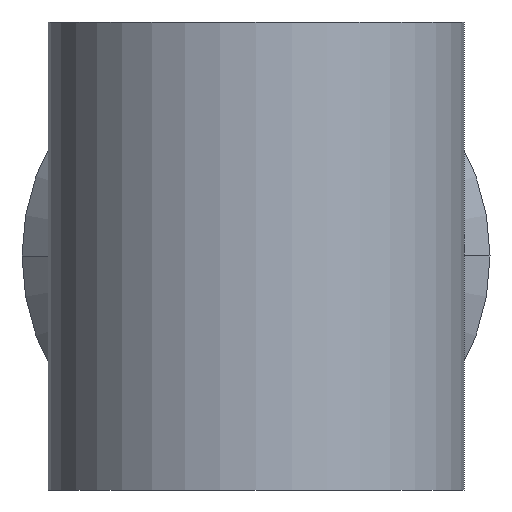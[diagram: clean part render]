
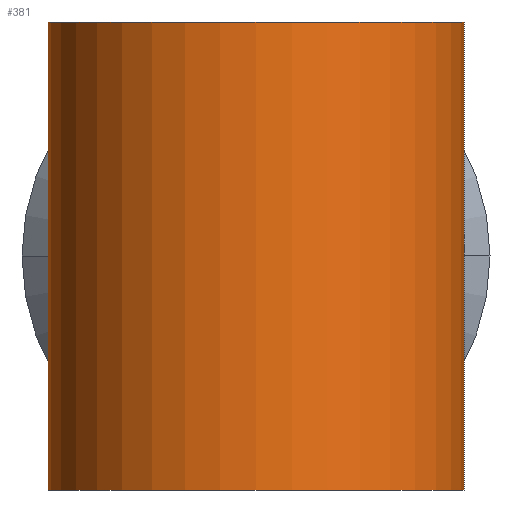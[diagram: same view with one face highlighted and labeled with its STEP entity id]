
A CAD part, front view. The second image highlights one B-rep face of the part: STEP entity #381.
In plain terms, the highlighted cylindrical face has radius 4 mm (diameter 8 mm), a partial arc.
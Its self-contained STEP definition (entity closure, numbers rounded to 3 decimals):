
#340=CARTESIAN_POINT('',(0.0,0.0,0.0));
#341=DIRECTION('',(0.0,0.0,1.0));
#342=DIRECTION('',(-1.0,0.0,0.0));
#343=AXIS2_PLACEMENT_3D('',#340,#341,#342);
#344=CYLINDRICAL_SURFACE('',#343,4.0);
#345=CARTESIAN_POINT('',(-4.0,0.,-4.5));
#346=VERTEX_POINT('',#345);
#347=CARTESIAN_POINT('',(-4.0,0.,4.5));
#348=VERTEX_POINT('',#347);
#349=CARTESIAN_POINT('',(-4.0,0.,-4.5));
#350=DIRECTION('',(0.0,0.0,1.0));
#351=VECTOR('',#350,9.0);
#352=LINE('',#349,#351);
#353=EDGE_CURVE('',#346,#348,#352,.T.);
#354=ORIENTED_EDGE('',*,*,#353,.F.);
#355=CARTESIAN_POINT('',(4.0,0.,-4.5));
#356=VERTEX_POINT('',#355);
#357=CARTESIAN_POINT('',(0.0,0.0,-4.5));
#358=DIRECTION('',(0.0,0.0,1.0));
#359=DIRECTION('',(-1.0,0.0,0.0));
#360=AXIS2_PLACEMENT_3D('',#357,#358,#359);
#361=CIRCLE('',#360,4.0);
#362=EDGE_CURVE('',#346,#356,#361,.T.);
#363=ORIENTED_EDGE('',*,*,#362,.T.);
#364=CARTESIAN_POINT('',(4.0,0.,4.5));
#365=VERTEX_POINT('',#364);
#366=CARTESIAN_POINT('',(4.0,0.,4.5));
#367=DIRECTION('',(0.0,0.0,-1.0));
#368=VECTOR('',#367,9.0);
#369=LINE('',#366,#368);
#370=EDGE_CURVE('',#365,#356,#369,.T.);
#371=ORIENTED_EDGE('',*,*,#370,.F.);
#372=CARTESIAN_POINT('',(0.0,0.0,4.5));
#373=DIRECTION('',(0.0,0.0,-1.0));
#374=DIRECTION('',(-1.0,0.0,0.0));
#375=AXIS2_PLACEMENT_3D('',#372,#373,#374);
#376=CIRCLE('',#375,4.0);
#377=EDGE_CURVE('',#365,#348,#376,.T.);
#378=ORIENTED_EDGE('',*,*,#377,.T.);
#379=EDGE_LOOP('',(#354,#363,#371,#378));
#380=FACE_OUTER_BOUND('',#379,.T.);
#381=ADVANCED_FACE('',(#380),#344,.T.);
